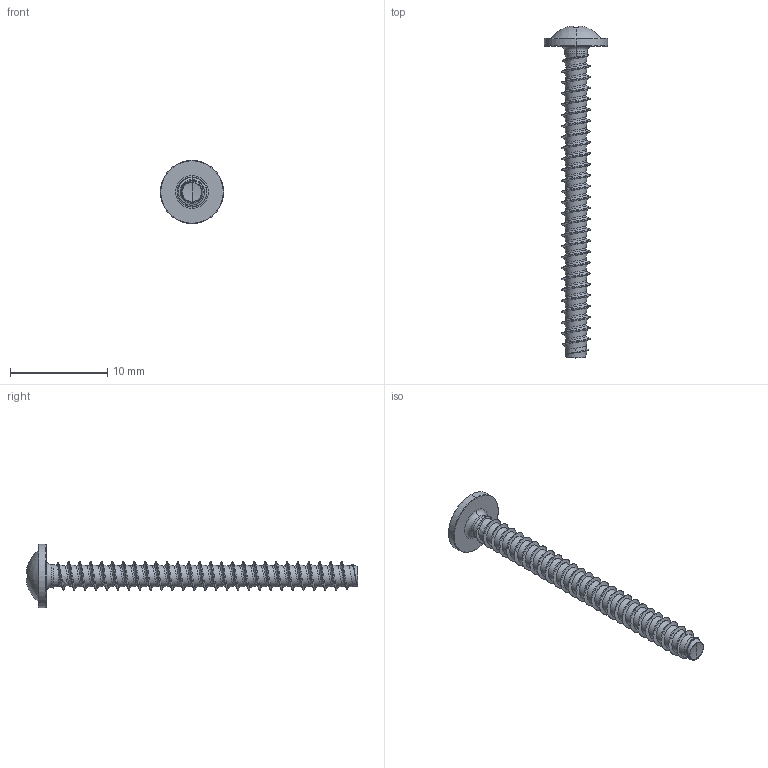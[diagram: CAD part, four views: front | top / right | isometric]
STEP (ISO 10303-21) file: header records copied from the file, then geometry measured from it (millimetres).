
FILE_DESCRIPTION (( 'STEP AP203' ), '1' );
FILE_NAME ('STP310300320.STEP', '2020-09-03T18:36:40', ( '' ), ( '' ), 'SwSTEP 2.0', 'SolidWorks 2015', '' );
FILE_SCHEMA (( 'CONFIG_CONTROL_DESIGN' ));
Products named in the file (2): STP310300320
Bounding box: 6.5 x 34.07 x 6.5 mm (x, y, z)
Volume: 170.8 mm3; surface area: 446.3 mm2
Topology: 1 solids, 1 shells, 221 faces, 531 edges, 313 vertices
Faces by surface type: cylinder 81, bspline 51, torus 30, sphere 28, plane 23, cone 8
Entity records: 36629 total; most frequent: CARTESIAN_POINT 31931, ORIENTED_EDGE 1058, DIRECTION 843, EDGE_CURVE 529, AXIS2_PLACEMENT_3D 365, VERTEX_POINT 313, EDGE_LOOP 224, ADVANCED_FACE 221
